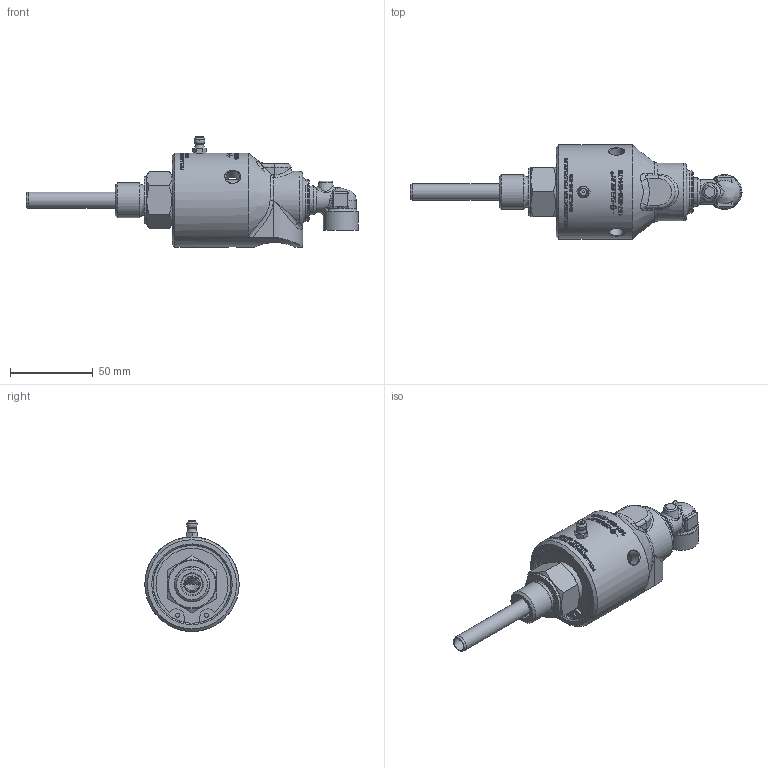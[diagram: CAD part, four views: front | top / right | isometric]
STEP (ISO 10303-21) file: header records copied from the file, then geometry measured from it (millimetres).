
FILE_DESCRIPTION(/* description */ (''),/* implementation_level */ '2;1');
FILE_NAME(/* name */ '157-000-151470-IC.stp',/* time_stamp */ '2020-03-16T16:09:38+01:00',/* author */ ('fdahl'),/* organization */ (''),/* preprocessor_version */ 'ST-DEVELOPER v18',/* originating_system */ 'Autodesk Inventor 2020',/* authorisation */ '');
FILE_SCHEMA (('AUTOMOTIVE_DESIGN { 1 0 10303 214 3 1 1 }'));
Length unit declared in the file: millimetre
Products named in the file (1): 157-000-151470_Shrinkwrap_1
Bounding box: 200.5 x 57 x 66.99 mm (x, y, z)
Volume: 161816.2 mm3; surface area: 45426.9 mm2
Topology: 1 solids, 2 shells, 1051 faces, 2813 edges, 1851 vertices
Faces by surface type: plane 537, bspline 285, cylinder 168, cone 35, torus 14, sphere 12
Full cylindrical faces by diameter (mm): 2.48 x2, 3 x1, 3.12 x2, 8 x1, 8.6 x3, 9.9 x1, 10 x2, 12.7 x1, 14.501 x1, 15 x1, 17.475 x1, 19.05 x1, 20.955 x1, 21 x1, 21.4 x1, 24.89 x1, 25.4 x2, 27.8 x1, 28.6 x1, 41.3 x1, 47.07 x1, 50.75 x1, 57 x1
Entity records: 43339 total; most frequent: CARTESIAN_POINT 17968, ORIENTED_EDGE 5588, DIRECTION 4616, EDGE_CURVE 2794, VERTEX_POINT 1851, AXIS2_PLACEMENT_3D 1724, EDGE_LOOP 1173, LINE 1168
